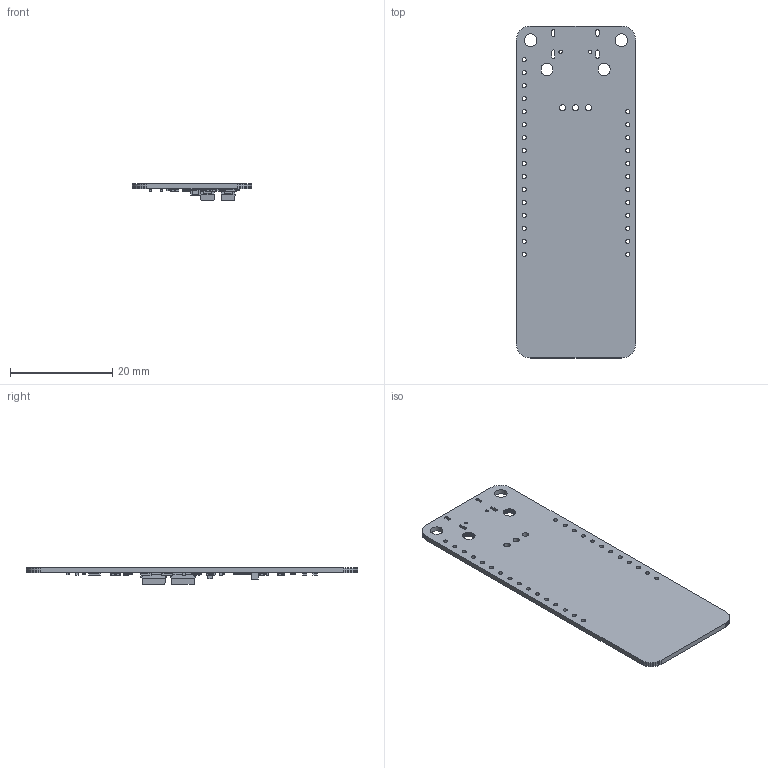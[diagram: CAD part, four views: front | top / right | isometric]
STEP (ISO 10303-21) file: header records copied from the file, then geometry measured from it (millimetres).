
FILE_DESCRIPTION(('KiCad electronic assembly'),'2;1');
FILE_NAME('ESP32-S2 ULP UI Feather.step','2023-08-15T21:37:34',('Pcbnew' ),('Kicad'),'Open CASCADE STEP processor 7.6', 'KiCad to STEP converter','Unknown');
FILE_SCHEMA(('AUTOMOTIVE_DESIGN { 1 0 10303 214 1 1 1 1 }'));
Length unit declared in the file: millimetre
Products named in the file (16): ESP32-S2 ULP UI Feather 1; R_0402_1005Metric; SOLID; C_0805_2012Metric; R_0603_1608Metric; C_0402_1005Metric; Fuse_0805_2012Metric; LED_0603_1608Metric; D_SMA; ESP32-S2 ULP UI Feather PCB
Assembly tree (54 placements, depth 3):
  ESP32-S2 ULP UI Feather 1
    R_0402_1005Metric  x22
      SOLID
    C_0805_2012Metric
      SOLID
    R_0603_1608Metric  x6
      SOLID
    C_0402_1005Metric  x13
      SOLID
    Fuse_0805_2012Metric
      SOLID
    LED_0603_1608Metric
      SOLID
    D_SMA  x2
      SOLID
    ESP32-S2 ULP UI Feather PCB
Bounding box: 23.36 x 64.99 x 3.24 mm (x, y, z)
Volume: 1493.9 mm3; surface area: 3494 mm2
Topology: 47 solids, 47 shells, 1523 faces, 4054 edges, 2656 vertices
Faces by surface type: plane 1052, cylinder 451, bspline 20
Full cylindrical faces by diameter (mm): 0.65 x2, 0.8 x28, 1.2 x3, 2.5 x2
Entity records: 34753 total; most frequent: CARTESIAN_POINT 6193, DIRECTION 4996, LINE 3526, VECTOR 3526, ORIENTED_EDGE 2632, PCURVE 2632, DEFINITIONAL_REPRESENTATION 2632, EDGE_CURVE 1316
